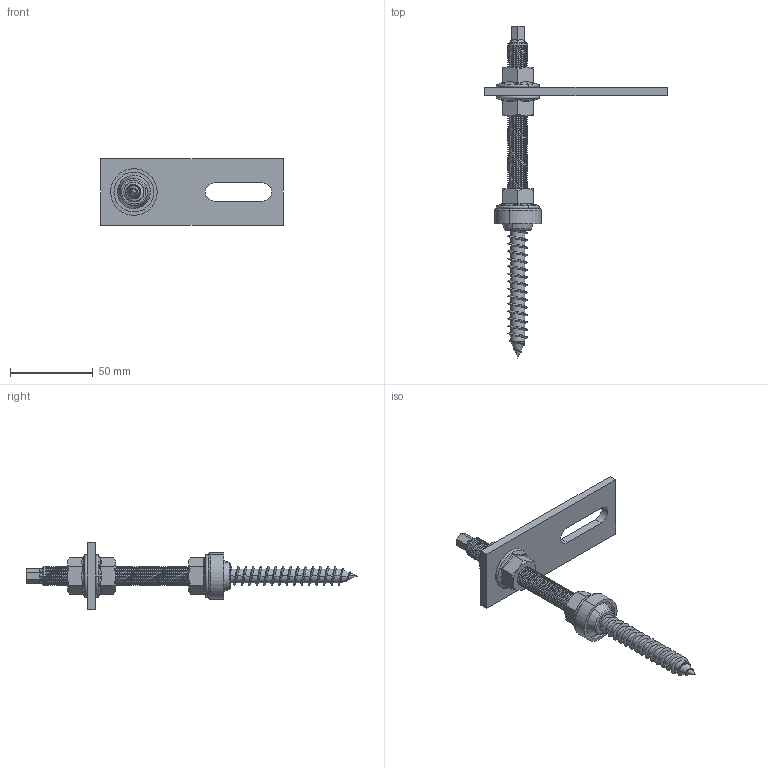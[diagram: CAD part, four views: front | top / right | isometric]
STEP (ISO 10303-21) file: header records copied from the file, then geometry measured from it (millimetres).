
FILE_DESCRIPTION (( 'STEP AP214' ), '1' );
FILE_NAME ('5901826_STEP.STEP', '2025-07-16T09:40:50', ( '' ), ( '' ), 'SwSTEP 2.0', 'SolidWorks 2024', '' );
FILE_SCHEMA (( 'AUTOMOTIVE_DESIGN' ));
Length unit declared in the file: millimetre
Products named in the file (6): 500733; 261516_M12x200; 5901826_STEP; 020262_DIN EN 1661 - M12; 250754_12; 250753_M12x200
Assembly tree (7 placements, depth 3):
  5901826_STEP
    261516_M12x200
      250753_M12x200
      020262_DIN EN 1661 - M12  x3
      250754_12
    500733
Bounding box: 110 x 200 x 40 mm (x, y, z)
Volume: 50210.3 mm3; surface area: 28073.2 mm2
Topology: 6 solids, 6 shells, 343 faces, 1123 edges, 791 vertices
Faces by surface type: cylinder 209, cone 52, plane 48, bspline 24, torus 10
Entity records: 22518 total; most frequent: CARTESIAN_POINT 15335, ORIENTED_EDGE 1946, EDGE_CURVE 973, DIRECTION 969, VERTEX_POINT 707, AXIS2_PLACEMENT_3D 349, B_SPLINE_CURVE_WITH_KNOTS 337, EDGE_LOOP 286
